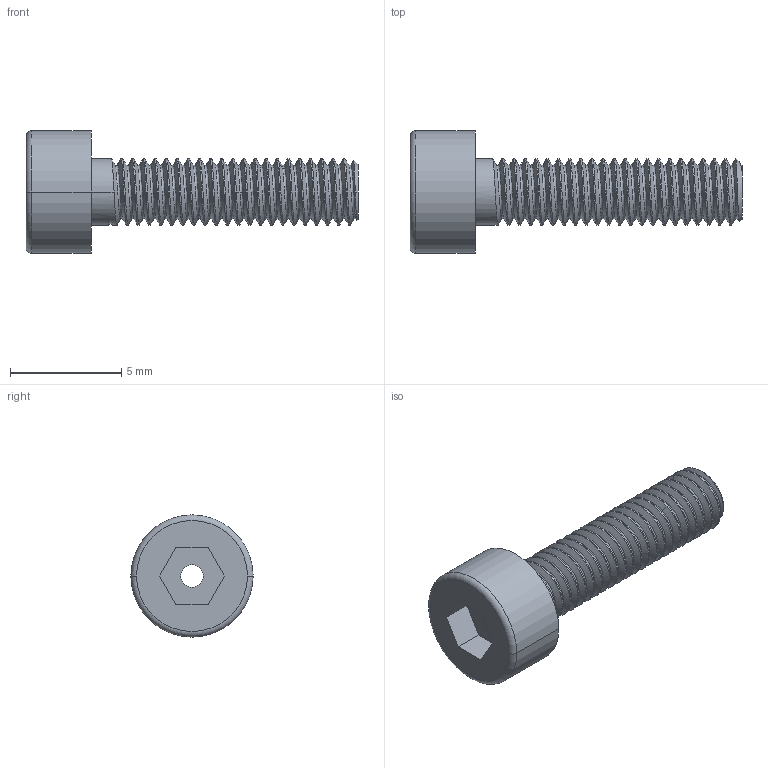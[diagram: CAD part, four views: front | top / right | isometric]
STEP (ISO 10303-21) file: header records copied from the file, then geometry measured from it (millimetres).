
FILE_DESCRIPTION((''),'2;1');
FILE_NAME('001_SOCKET_HEAD_MM_ASM','2021-03-15T',('SYSTEM'),(''),'PRO/ENGINEER BY PARAMETRIC TECHNOLOGY CORPORATION, 2016360','PRO/ENGINEER BY PARAMETRIC TECHNOLOGY CORPORATION, 2016360','');
FILE_SCHEMA(('AUTOMOTIVE_DESIGN { 1 0 10303 214 1 1 1 1 }'));
Length unit declared in the file: millimetre
Products named in the file (2): MC-305_AF0; 001_SOCKET_HEAD_MM_ASM
Assembly tree (1 placements, depth 2):
  001_SOCKET_HEAD_MM_ASM
    MC-305_AF0
Bounding box: 14.93 x 5.5 x 5.5 mm (x, y, z)
Volume: 120.6 mm3; surface area: 313.1 mm2
Topology: 1 solids, 1 shells, 83 faces, 219 edges, 140 vertices
Faces by surface type: cylinder 48, bspline 21, plane 10, cone 2, torus 2
Entity records: 9928 total; most frequent: CARTESIAN_POINT 7962, ORIENTED_EDGE 438, DIRECTION 243, EDGE_CURVE 219, VERTEX_POINT 140, B_SPLINE_CURVE_WITH_KNOTS 123, COLOUR_RGB 110, EDGE_LOOP 87
